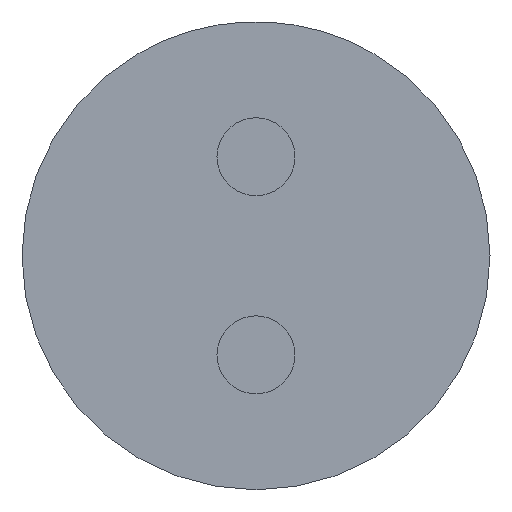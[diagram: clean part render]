
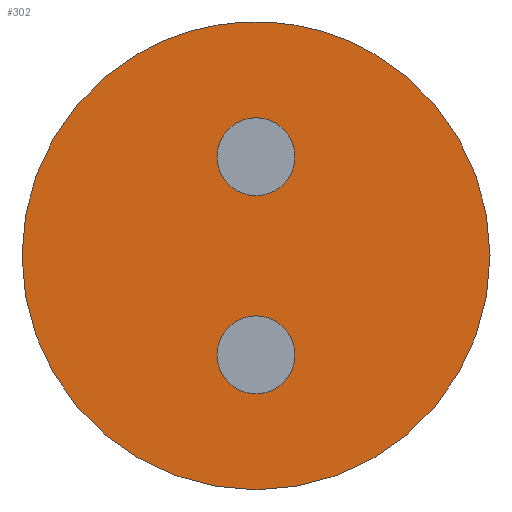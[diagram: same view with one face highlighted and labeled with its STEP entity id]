
A CAD part, front view. The second image highlights one B-rep face of the part: STEP entity #302.
In plain terms, the highlighted planar face has unit normal (0, -1, 0).
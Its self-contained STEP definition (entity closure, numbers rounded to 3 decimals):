
#17=PLANE('',#346);
#22=FACE_BOUND('',#63,.T.);
#23=FACE_BOUND('',#64,.T.);
#41=FACE_OUTER_BOUND('',#62,.T.);
#62=EDGE_LOOP('',(#244,#245,#246,#247,#248,#249,#250));
#63=EDGE_LOOP('',(#251));
#64=EDGE_LOOP('',(#252));
#96=CIRCLE('',#308,3.);
#101=CIRCLE('',#317,3.);
#106=CIRCLE('',#326,3.);
#108=CIRCLE('',#329,3.);
#109=CIRCLE('',#331,3.);
#112=CIRCLE('',#335,0.5);
#114=CIRCLE('',#339,0.5);
#115=CIRCLE('',#342,3.);
#116=CIRCLE('',#343,3.);
#121=VERTEX_POINT('',#453);
#122=VERTEX_POINT('',#455);
#131=VERTEX_POINT('',#480);
#136=VERTEX_POINT('',#497);
#138=VERTEX_POINT('',#502);
#139=VERTEX_POINT('',#507);
#142=VERTEX_POINT('',#515);
#144=VERTEX_POINT('',#521);
#145=VERTEX_POINT('',#525);
#149=EDGE_CURVE('',#122,#121,#96,.T.);
#161=EDGE_CURVE('',#131,#122,#101,.T.);
#170=EDGE_CURVE('',#121,#136,#106,.T.);
#173=EDGE_CURVE('',#138,#131,#108,.T.);
#174=EDGE_CURVE('',#139,#138,#109,.T.);
#178=EDGE_CURVE('',#142,#142,#112,.T.);
#180=EDGE_CURVE('',#144,#144,#114,.T.);
#181=EDGE_CURVE('',#145,#139,#115,.T.);
#182=EDGE_CURVE('',#136,#145,#116,.T.);
#244=ORIENTED_EDGE('',*,*,#181,.T.);
#245=ORIENTED_EDGE('',*,*,#174,.T.);
#246=ORIENTED_EDGE('',*,*,#173,.T.);
#247=ORIENTED_EDGE('',*,*,#161,.T.);
#248=ORIENTED_EDGE('',*,*,#149,.T.);
#249=ORIENTED_EDGE('',*,*,#170,.T.);
#250=ORIENTED_EDGE('',*,*,#182,.T.);
#251=ORIENTED_EDGE('',*,*,#178,.T.);
#252=ORIENTED_EDGE('',*,*,#180,.T.);
#302=ADVANCED_FACE('',(#41,#22,#23),#17,.F.);
#308=AXIS2_PLACEMENT_3D('',#456,#355,#356);
#317=AXIS2_PLACEMENT_3D('',#481,#380,#381);
#326=AXIS2_PLACEMENT_3D('',#499,#402,#403);
#329=AXIS2_PLACEMENT_3D('',#505,#409,#410);
#331=AXIS2_PLACEMENT_3D('',#508,#413,#414);
#335=AXIS2_PLACEMENT_3D('',#516,#422,#423);
#339=AXIS2_PLACEMENT_3D('',#522,#430,#431);
#342=AXIS2_PLACEMENT_3D('',#526,#436,#437);
#343=AXIS2_PLACEMENT_3D('',#527,#438,#439);
#346=AXIS2_PLACEMENT_3D('',#531,#444,#445);
#355=DIRECTION('center_axis',(0.,-1.,0.));
#356=DIRECTION('ref_axis',(1.,0.,0.));
#380=DIRECTION('center_axis',(0.,-1.,0.));
#381=DIRECTION('ref_axis',(1.,0.,0.));
#402=DIRECTION('center_axis',(0.,-1.,0.));
#403=DIRECTION('ref_axis',(1.,0.,0.));
#409=DIRECTION('center_axis',(0.,-1.,0.));
#410=DIRECTION('ref_axis',(1.,0.,0.));
#413=DIRECTION('center_axis',(0.,-1.,0.));
#414=DIRECTION('ref_axis',(1.,0.,0.));
#422=DIRECTION('center_axis',(0.,1.,0.));
#423=DIRECTION('ref_axis',(-1.,0.,0.));
#430=DIRECTION('center_axis',(0.,1.,0.));
#431=DIRECTION('ref_axis',(-1.,0.,0.));
#436=DIRECTION('center_axis',(0.,-1.,0.));
#437=DIRECTION('ref_axis',(1.,0.,0.));
#438=DIRECTION('center_axis',(0.,-1.,0.));
#439=DIRECTION('ref_axis',(1.,0.,0.));
#444=DIRECTION('center_axis',(0.,1.,0.));
#445=DIRECTION('ref_axis',(0.,0.,1.));
#453=CARTESIAN_POINT('',(-0.5,0.,2.958));
#455=CARTESIAN_POINT('',(0.5,0.,2.958));
#456=CARTESIAN_POINT('Origin',(0.,0.,0.));
#480=CARTESIAN_POINT('',(1.5,0.,2.598));
#481=CARTESIAN_POINT('Origin',(0.,0.,0.));
#497=CARTESIAN_POINT('',(-1.5,0.,2.598));
#499=CARTESIAN_POINT('Origin',(0.,0.,0.));
#502=CARTESIAN_POINT('',(1.5,0.,-2.598));
#505=CARTESIAN_POINT('Origin',(0.,0.,0.));
#507=CARTESIAN_POINT('',(-1.5,0.,-2.598));
#508=CARTESIAN_POINT('Origin',(0.,0.,0.));
#515=CARTESIAN_POINT('',(0.5,0.,1.27));
#516=CARTESIAN_POINT('Origin',(0.,0.,1.27));
#521=CARTESIAN_POINT('',(0.5,0.,-1.27));
#522=CARTESIAN_POINT('Origin',(0.,0.,-1.27));
#525=CARTESIAN_POINT('',(-3.,0.,0.));
#526=CARTESIAN_POINT('Origin',(0.,0.,0.));
#527=CARTESIAN_POINT('Origin',(0.,0.,0.));
#531=CARTESIAN_POINT('Origin',(0.,0.,0.));
